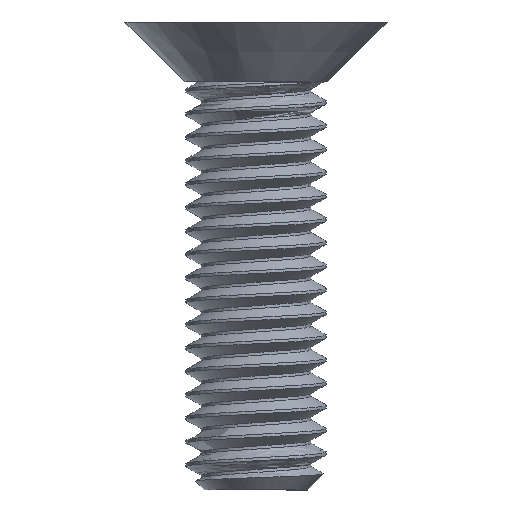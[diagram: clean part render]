
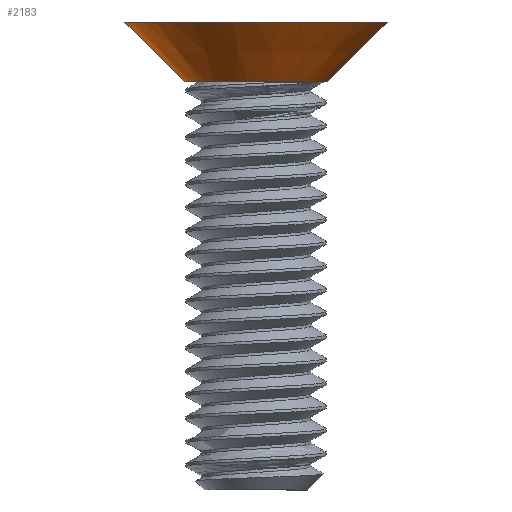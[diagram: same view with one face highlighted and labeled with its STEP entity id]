
A CAD part, left-side view. The second image highlights one B-rep face of the part: STEP entity #2183.
In plain terms, the highlighted conical face has half-angle 45 degrees and reference radius 1.5 mm.
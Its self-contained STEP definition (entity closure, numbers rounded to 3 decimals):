
#38 = VERTEX_POINT ( 'NONE', #557 ) ;
#40 = CARTESIAN_POINT ( 'NONE',  ( 0., 1.527, 0.377 ) ) ;
#73 = CARTESIAN_POINT ( 'NONE',  ( -1.454, -0.487, 0.377 ) ) ;
#94 = CARTESIAN_POINT ( 'NONE',  ( -1.488, 0.371, 0.377 ) ) ;
#200 = DIRECTION ( 'NONE',  ( 0., -1., 0. ) ) ;
#270 = B_SPLINE_CURVE_WITH_KNOTS ( 'NONE', 3,
 ( #3792, #5013, #1819, #3423 ),
 .UNSPECIFIED., .F., .F.,
 ( 4, 4 ),
 ( 0., 0. ),
 .UNSPECIFIED. ) ;
#280 = VERTEX_POINT ( 'NONE', #4312 ) ;
#372 = ORIENTED_EDGE ( 'NONE', *, *, #3115, .F. ) ;
#473 = AXIS2_PLACEMENT_3D ( 'NONE', #3083, #1921, #3473 ) ;
#557 = CARTESIAN_POINT ( 'NONE',  ( 0., -2.8, 1.65 ) ) ;
#611 = VERTEX_POINT ( 'NONE', #2122 ) ;
#689 = CARTESIAN_POINT ( 'NONE',  ( 0., -1.527, 0.377 ) ) ;
#806 = CARTESIAN_POINT ( 'NONE',  ( -1.244, 0.897, 0.377 ) ) ;
#818 = CARTESIAN_POINT ( 'NONE',  ( -0.577, 1.444, 0.377 ) ) ;
#927 = AXIS2_PLACEMENT_3D ( 'NONE', #1738, #3747, #200 ) ;
#1206 = CARTESIAN_POINT ( 'NONE',  ( -1.054, 1.114, 0.377 ) ) ;
#1275 = CARTESIAN_POINT ( 'NONE',  ( -1.26, -0.875, 0.377 ) ) ;
#1281 = VERTEX_POINT ( 'NONE', #4182 ) ;
#1317 = EDGE_CURVE ( 'NONE', #2783, #38, #3401, .T. ) ;
#1504 = EDGE_CURVE ( 'NONE', #2893, #5169, #270, .T. ) ;
#1718 = CARTESIAN_POINT ( 'NONE',  ( 0., 2.8, 1.65 ) ) ;
#1738 = CARTESIAN_POINT ( 'NONE',  ( 0., 0., 1.65 ) ) ;
#1819 = CARTESIAN_POINT ( 'NONE',  ( -0.825, -1.265, 0.359 ) ) ;
#1918 = CARTESIAN_POINT ( 'NONE',  ( -0.124, -1.527, 0.377 ) ) ;
#1921 = DIRECTION ( 'NONE',  ( 0., 0., 1. ) ) ;
#2017 = CARTESIAN_POINT ( 'NONE',  ( -1.336, -0.753, 0.377 ) ) ;
#2086 = DIRECTION ( 'NONE',  ( 0., 1., 0. ) ) ;
#2122 = CARTESIAN_POINT ( 'NONE',  ( 0., -1.527, 0.377 ) ) ;
#2183 = ADVANCED_FACE ( 'NONE', ( #2520 ), #4284, .T. ) ;
#2197 = ORIENTED_EDGE ( 'NONE', *, *, #3503, .F. ) ;
#2309 = CARTESIAN_POINT ( 'NONE',  ( -1.34, -0.767, 0.368 ) ) ;
#2312 = VECTOR ( 'NONE', #2712, 1000. ) ;
#2342 = CARTESIAN_POINT ( 'NONE',  ( -1.451, -0.504, 0.36 ) ) ;
#2424 = CARTESIAN_POINT ( 'NONE',  ( -0.29, 1.527, 0.377 ) ) ;
#2426 = EDGE_CURVE ( 'NONE', #4144, #2783, #3163, .T. ) ;
#2474 = CARTESIAN_POINT ( 'NONE',  ( -1.533, -0.061, 0.377 ) ) ;
#2520 = FACE_OUTER_BOUND ( 'NONE', #4816, .T. ) ;
#2558 = B_SPLINE_CURVE_WITH_KNOTS ( 'NONE', 3,
 ( #689, #1918, #4700, #5127, #4325, #4681 ),
 .UNSPECIFIED., .F., .F.,
 ( 4, 2, 4 ),
 ( 0.008, 0.009, 0.009 ),
 .UNSPECIFIED. ) ;
#2559 = EDGE_CURVE ( 'NONE', #5169, #280, #4031, .T. ) ;
#2640 = ORIENTED_EDGE ( 'NONE', *, *, #1317, .F. ) ;
#2712 = DIRECTION ( 'NONE',  ( 0., -0.707, 0.707 ) ) ;
#2733 = CARTESIAN_POINT ( 'NONE',  ( 0., -1.5, 0.35 ) ) ;
#2783 = VERTEX_POINT ( 'NONE', #1718 ) ;
#2802 = CARTESIAN_POINT ( 'NONE',  ( -1.531, 0.086, 0.377 ) ) ;
#2806 = ORIENTED_EDGE ( 'NONE', *, *, #2426, .F. ) ;
#2812 = CARTESIAN_POINT ( 'NONE',  ( 0., 1.5, 0.35 ) ) ;
#2853 = CARTESIAN_POINT ( 'NONE',  ( -1.494, -0.348, 0.377 ) ) ;
#2869 = CARTESIAN_POINT ( 'NONE',  ( -1.446, 0.512, 0.377 ) ) ;
#2893 = VERTEX_POINT ( 'NONE', #5047 ) ;
#2920 = B_SPLINE_CURVE_WITH_KNOTS ( 'NONE', 3,
 ( #4340, #2342, #2309, #4649 ),
 .UNSPECIFIED., .F., .F.,
 ( 4, 4 ),
 ( 0., 0.001 ),
 .UNSPECIFIED. ) ;
#3018 = EDGE_CURVE ( 'NONE', #611, #38, #3105, .T. ) ;
#3062 = EDGE_CURVE ( 'NONE', #611, #2893, #2558, .T. ) ;
#3065 = ORIENTED_EDGE ( 'NONE', *, *, #1504, .F. ) ;
#3083 = CARTESIAN_POINT ( 'NONE',  ( 0., 0., 0.35 ) ) ;
#3091 = ORIENTED_EDGE ( 'NONE', *, *, #2559, .F. ) ;
#3097 = CARTESIAN_POINT ( 'NONE',  ( 0., 1.527, 0.377 ) ) ;
#3105 = LINE ( 'NONE', #2733, #2312 ) ;
#3115 = EDGE_CURVE ( 'NONE', #280, #1281, #2920, .T. ) ;
#3163 = LINE ( 'NONE', #2812, #5116 ) ;
#3181 = CARTESIAN_POINT ( 'NONE',  ( -1.325, 0.773, 0.377 ) ) ;
#3319 = B_SPLINE_CURVE_WITH_KNOTS ( 'NONE', 3,
 ( #4866, #1275, #2017, #73, #2853, #2474, #2802, #94, #2869, #3181, #806, #1206, #4398, #818, #2424, #40 ),
 .UNSPECIFIED., .F., .F.,
 ( 4, 2, 2, 2, 2, 2, 2, 4 ),
 ( 0., 0., 0.001, 0.001, 0.002, 0.002, 0.003, 0.003 ),
 .UNSPECIFIED. ) ;
#3401 = CIRCLE ( 'NONE', #927, 2.8 ) ;
#3423 = CARTESIAN_POINT ( 'NONE',  ( -0.876, -1.218, 0.35 ) ) ;
#3473 = DIRECTION ( 'NONE',  ( 0., -1., 0. ) ) ;
#3503 = EDGE_CURVE ( 'NONE', #1281, #4144, #3319, .T. ) ;
#3672 = ORIENTED_EDGE ( 'NONE', *, *, #3062, .F. ) ;
#3747 = DIRECTION ( 'NONE',  ( 0., 0., 1. ) ) ;
#3792 = CARTESIAN_POINT ( 'NONE',  ( -0.714, -1.35, 0.377 ) ) ;
#4031 = CIRCLE ( 'NONE', #4176, 1.5 ) ;
#4063 = DIRECTION ( 'NONE',  ( 0., 0., -1. ) ) ;
#4144 = VERTEX_POINT ( 'NONE', #3097 ) ;
#4176 = AXIS2_PLACEMENT_3D ( 'NONE', #4460, #4063, #2086 ) ;
#4182 = CARTESIAN_POINT ( 'NONE',  ( -1.165, -0.987, 0.377 ) ) ;
#4284 = CONICAL_SURFACE ( 'NONE', #473, 1.5, 0.785 ) ;
#4312 = CARTESIAN_POINT ( 'NONE',  ( -1.483, -0.225, 0.35 ) ) ;
#4325 = CARTESIAN_POINT ( 'NONE',  ( -0.603, -1.408, 0.377 ) ) ;
#4340 = CARTESIAN_POINT ( 'NONE',  ( -1.483, -0.225, 0.35 ) ) ;
#4378 = DIRECTION ( 'NONE',  ( 0., 0.707, 0.707 ) ) ;
#4398 = CARTESIAN_POINT ( 'NONE',  ( -0.943, 1.209, 0.377 ) ) ;
#4460 = CARTESIAN_POINT ( 'NONE',  ( 0., 0., 0.35 ) ) ;
#4596 = ORIENTED_EDGE ( 'NONE', *, *, #3018, .T. ) ;
#4649 = CARTESIAN_POINT ( 'NONE',  ( -1.165, -0.987, 0.377 ) ) ;
#4681 = CARTESIAN_POINT ( 'NONE',  ( -0.714, -1.35, 0.377 ) ) ;
#4700 = CARTESIAN_POINT ( 'NONE',  ( -0.246, -1.512, 0.377 ) ) ;
#4706 = CARTESIAN_POINT ( 'NONE',  ( -0.876, -1.218, 0.35 ) ) ;
#4816 = EDGE_LOOP ( 'NONE', ( #2806, #2197, #372, #3091, #3065, #3672, #4596, #2640 ) ) ;
#4866 = CARTESIAN_POINT ( 'NONE',  ( -1.165, -0.987, 0.377 ) ) ;
#5013 = CARTESIAN_POINT ( 'NONE',  ( -0.771, -1.31, 0.368 ) ) ;
#5047 = CARTESIAN_POINT ( 'NONE',  ( -0.714, -1.35, 0.377 ) ) ;
#5116 = VECTOR ( 'NONE', #4378, 1000. ) ;
#5127 = CARTESIAN_POINT ( 'NONE',  ( -0.486, -1.453, 0.377 ) ) ;
#5169 = VERTEX_POINT ( 'NONE', #4706 ) ;
